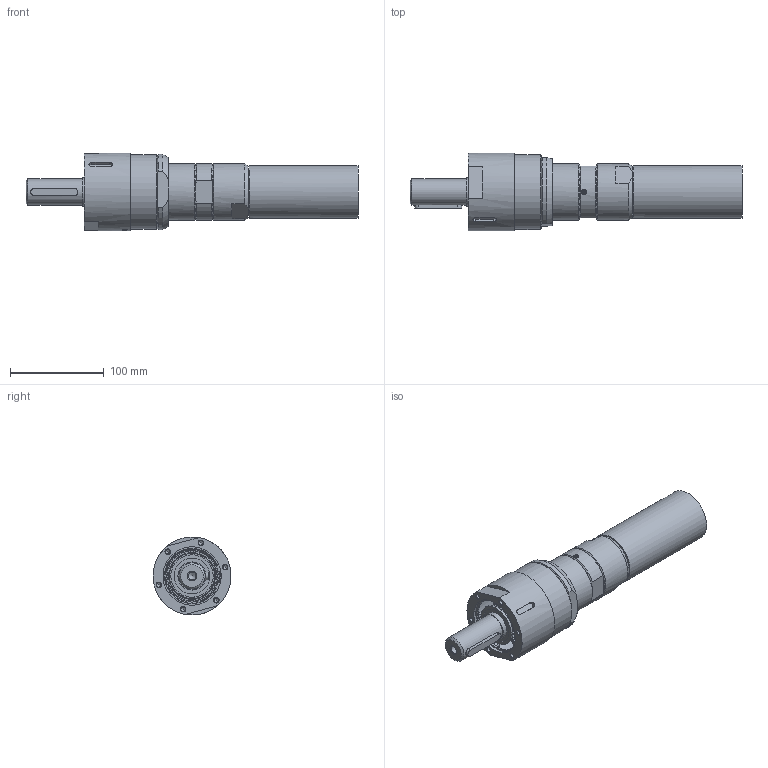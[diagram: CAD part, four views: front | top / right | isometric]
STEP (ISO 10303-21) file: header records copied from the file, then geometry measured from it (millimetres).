
FILE_DESCRIPTION((''),'2;1');
FILE_NAME('MUD 40-20_60009955.stp','2010-03-30T14:08:53',('basyouni'),(''),'Autodesk Inventor 2008','Autodesk Inventor 2008','');
FILE_SCHEMA(('AUTOMOTIVE_DESIGN { 1 0 10303 214 1 1 1 1 }'));
Length unit declared in the file: millimetre
Products named in the file (1): MUD 40-20_60009955
Bounding box: 353.2 x 82.92 x 82.95 mm (x, y, z)
Volume: 999030.8 mm3; surface area: 97994.2 mm2
Topology: 1 solids, 38 shells, 373 faces, 799 edges, 526 vertices
Faces by surface type: cylinder 184, plane 135, cone 26, bspline 21, sphere 4, torus 3
Full cylindrical faces by diameter (mm): 1.55 x4, 3.3 x1, 3.6 x2, 4 x3, 5 x2, 5.5 x2, 28 x1, 30 x1, 38 x1, 45 x1, 48.178 x1, 56 x1, 60 x2, 62 x2, 65 x1, 68.178 x1, 80 x1, 83 x1
Entity records: 10521 total; most frequent: CARTESIAN_POINT 2418, DIRECTION 1783, ORIENTED_EDGE 1372, AXIS2_PLACEMENT_3D 783, EDGE_CURVE 686, VERTEX_POINT 481, EDGE_LOOP 471, CIRCLE 430
